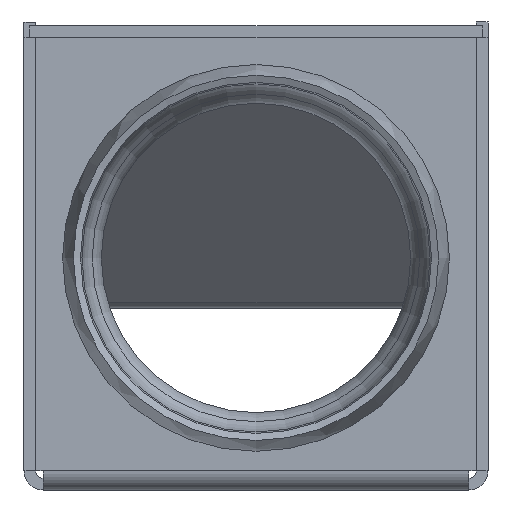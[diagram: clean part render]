
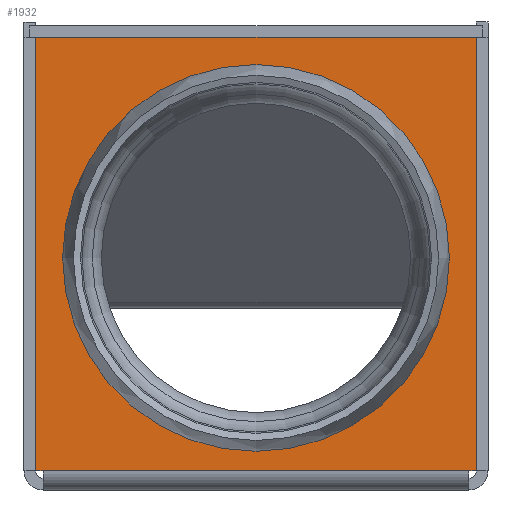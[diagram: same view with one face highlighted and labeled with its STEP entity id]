
A CAD part, left-side view. The second image highlights one B-rep face of the part: STEP entity #1932.
In plain terms, the highlighted planar face has unit normal (-1, 0, 0).
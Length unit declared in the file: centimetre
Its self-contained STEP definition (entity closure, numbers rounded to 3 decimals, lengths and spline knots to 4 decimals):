
#36=FACE_BOUND('',#278,.T.);
#84=PLANE('',#2072);
#170=FACE_OUTER_BOUND('',#277,.T.);
#277=EDGE_LOOP('',(#1567,#1568,#1569,#1570,#1571,#1572));
#278=EDGE_LOOP('',(#1573));
#412=LINE('',#2937,#620);
#423=LINE('',#2977,#631);
#437=LINE('',#3010,#645);
#450=LINE('',#3037,#658);
#451=LINE('',#3039,#659);
#452=LINE('',#3040,#660);
#620=VECTOR('',#2345,1.);
#631=VECTOR('',#2386,1.);
#645=VECTOR('',#2422,1.);
#658=VECTOR('',#2457,1.);
#659=VECTOR('',#2458,1.);
#660=VECTOR('',#2459,1.);
#750=CIRCLE('',#1992,20.);
#822=VERTEX_POINT('',#2747);
#887=VERTEX_POINT('',#2934);
#888=VERTEX_POINT('',#2936);
#901=VERTEX_POINT('',#2974);
#910=VERTEX_POINT('',#3007);
#913=VERTEX_POINT('',#3036);
#914=VERTEX_POINT('',#3038);
#1005=EDGE_CURVE('',#822,#822,#750,.T.);
#1097=EDGE_CURVE('',#888,#887,#412,.T.);
#1117=EDGE_CURVE('',#887,#901,#423,.T.);
#1135=EDGE_CURVE('',#910,#888,#437,.T.);
#1148=EDGE_CURVE('',#913,#901,#450,.T.);
#1149=EDGE_CURVE('',#914,#913,#451,.T.);
#1150=EDGE_CURVE('',#914,#910,#452,.T.);
#1567=ORIENTED_EDGE('',*,*,#1148,.F.);
#1568=ORIENTED_EDGE('',*,*,#1149,.F.);
#1569=ORIENTED_EDGE('',*,*,#1150,.T.);
#1570=ORIENTED_EDGE('',*,*,#1135,.T.);
#1571=ORIENTED_EDGE('',*,*,#1097,.T.);
#1572=ORIENTED_EDGE('',*,*,#1117,.T.);
#1573=ORIENTED_EDGE('',*,*,#1005,.T.);
#1932=ADVANCED_FACE('',(#170,#36),#84,.T.);
#1992=AXIS2_PLACEMENT_3D('',#2749,#2179,#2180);
#2072=AXIS2_PLACEMENT_3D('',#3035,#2455,#2456);
#2179=DIRECTION('center_axis',(1.,0.,0.));
#2180=DIRECTION('ref_axis',(0.,0.,1.));
#2345=DIRECTION('',(0.,-1.,0.));
#2386=DIRECTION('',(0.,-1.,0.));
#2422=DIRECTION('',(0.,-1.,0.));
#2455=DIRECTION('center_axis',(-1.,0.,0.));
#2456=DIRECTION('ref_axis',(0.,0.,-1.));
#2457=DIRECTION('',(0.,0.,-1.));
#2458=DIRECTION('',(0.,-1.,0.));
#2459=DIRECTION('',(0.,0.,-1.));
#2747=CARTESIAN_POINT('',(-155.,105.,-5.188));
#2749=CARTESIAN_POINT('Origin',(-155.,105.,14.812));
#2934=CARTESIAN_POINT('',(-155.,77.5,-12.688));
#2936=CARTESIAN_POINT('',(-155.,132.5,-12.688));
#2937=CARTESIAN_POINT('',(-155.,163.5,-12.688));
#2974=CARTESIAN_POINT('',(-155.,76.5,-12.688));
#2977=CARTESIAN_POINT('',(-155.,163.5,-12.688));
#3007=CARTESIAN_POINT('',(-155.,133.5,-12.688));
#3010=CARTESIAN_POINT('',(-155.,133.5,-12.688));
#3035=CARTESIAN_POINT('Origin',(-155.,163.5,63.312));
#3036=CARTESIAN_POINT('',(-155.,76.5,43.312));
#3037=CARTESIAN_POINT('',(-155.,76.5,73.312));
#3038=CARTESIAN_POINT('',(-155.,133.5,43.312));
#3039=CARTESIAN_POINT('',(-155.,163.5,43.312));
#3040=CARTESIAN_POINT('',(-155.,133.5,73.312));
